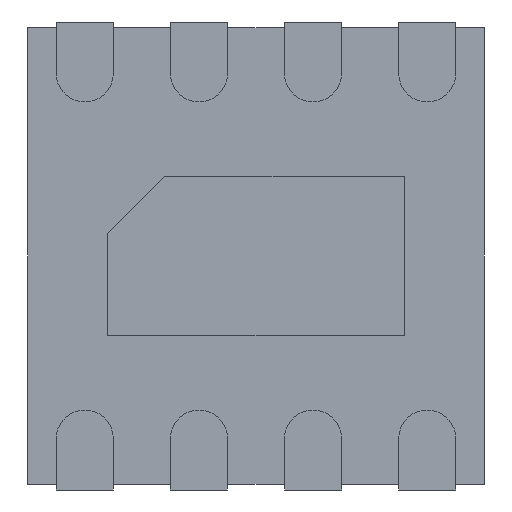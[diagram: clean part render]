
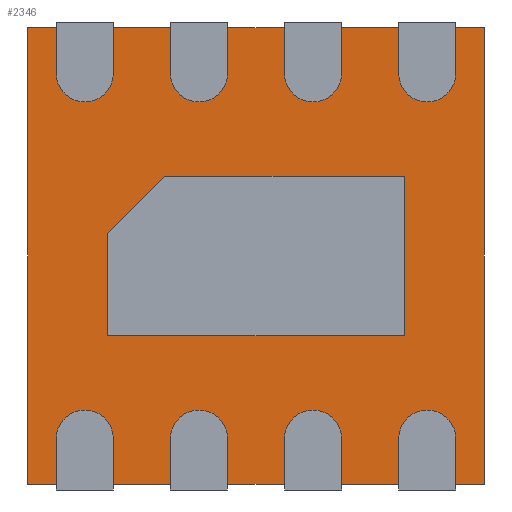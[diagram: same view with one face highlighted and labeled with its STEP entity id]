
A CAD part, front view. The second image highlights one B-rep face of the part: STEP entity #2346.
In plain terms, the highlighted planar face has unit normal (0, -1, 0).
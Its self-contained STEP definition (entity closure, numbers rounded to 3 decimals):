
#13 = DIRECTION ( 'NONE',  ( -1., 0., 0. ) ) ;
#14 = ORIENTED_EDGE ( 'NONE', *, *, #1208, .T. ) ;
#116 = DIRECTION ( 'NONE',  ( 1., 0., 0. ) ) ;
#178 = CARTESIAN_POINT ( 'NONE',  ( -1., 0.05, -1. ) ) ;
#301 = VECTOR ( 'NONE', #2322, 1000. ) ;
#394 = VERTEX_POINT ( 'NONE', #405 ) ;
#405 = CARTESIAN_POINT ( 'NONE',  ( 1., 0.05, 1. ) ) ;
#417 = DIRECTION ( 'NONE',  ( 0., 0., -1. ) ) ;
#420 = VECTOR ( 'NONE', #881, 1000. ) ;
#432 = ORIENTED_EDGE ( 'NONE', *, *, #2637, .T. ) ;
#713 = ORIENTED_EDGE ( 'NONE', *, *, #864, .T. ) ;
#755 = EDGE_LOOP ( 'NONE', ( #432, #2666, #713, #14 ) ) ;
#864 = EDGE_CURVE ( 'NONE', #2587, #394, #3031, .T. ) ;
#881 = DIRECTION ( 'NONE',  ( 0., 0., -1. ) ) ;
#918 = VECTOR ( 'NONE', #13, 1000. ) ;
#1004 = CARTESIAN_POINT ( 'NONE',  ( 1., 0.05, -1. ) ) ;
#1064 = CARTESIAN_POINT ( 'NONE',  ( 1., 0.05, -1. ) ) ;
#1093 = VERTEX_POINT ( 'NONE', #178 ) ;
#1156 = AXIS2_PLACEMENT_3D ( 'NONE', #1566, #2608, #417 ) ;
#1193 = CARTESIAN_POINT ( 'NONE',  ( -1., 0.05, 1. ) ) ;
#1208 = EDGE_CURVE ( 'NONE', #394, #2827, #2634, .T. ) ;
#1365 = LINE ( 'NONE', #3057, #420 ) ;
#1566 = CARTESIAN_POINT ( 'NONE',  ( 1., 0.05, -1. ) ) ;
#1640 = PLANE ( 'NONE',  #1156 ) ;
#2047 = EDGE_CURVE ( 'NONE', #1093, #2587, #2222, .T. ) ;
#2176 = CARTESIAN_POINT ( 'NONE',  ( 1., 0.05, 1. ) ) ;
#2222 = LINE ( 'NONE', #1004, #2710 ) ;
#2322 = DIRECTION ( 'NONE',  ( 0., 0., 1. ) ) ;
#2346 = ADVANCED_FACE ( 'NONE', ( #3062 ), #1640, .T. ) ;
#2557 = CARTESIAN_POINT ( 'NONE',  ( 1., 0.05, -1. ) ) ;
#2587 = VERTEX_POINT ( 'NONE', #2557 ) ;
#2608 = DIRECTION ( 'NONE',  ( 0., -1., 0. ) ) ;
#2634 = LINE ( 'NONE', #2176, #918 ) ;
#2637 = EDGE_CURVE ( 'NONE', #2827, #1093, #1365, .T. ) ;
#2666 = ORIENTED_EDGE ( 'NONE', *, *, #2047, .T. ) ;
#2710 = VECTOR ( 'NONE', #116, 1000. ) ;
#2827 = VERTEX_POINT ( 'NONE', #1193 ) ;
#3031 = LINE ( 'NONE', #1064, #301 ) ;
#3057 = CARTESIAN_POINT ( 'NONE',  ( -1., 0.05, -1. ) ) ;
#3062 = FACE_OUTER_BOUND ( 'NONE', #755, .T. ) ;
